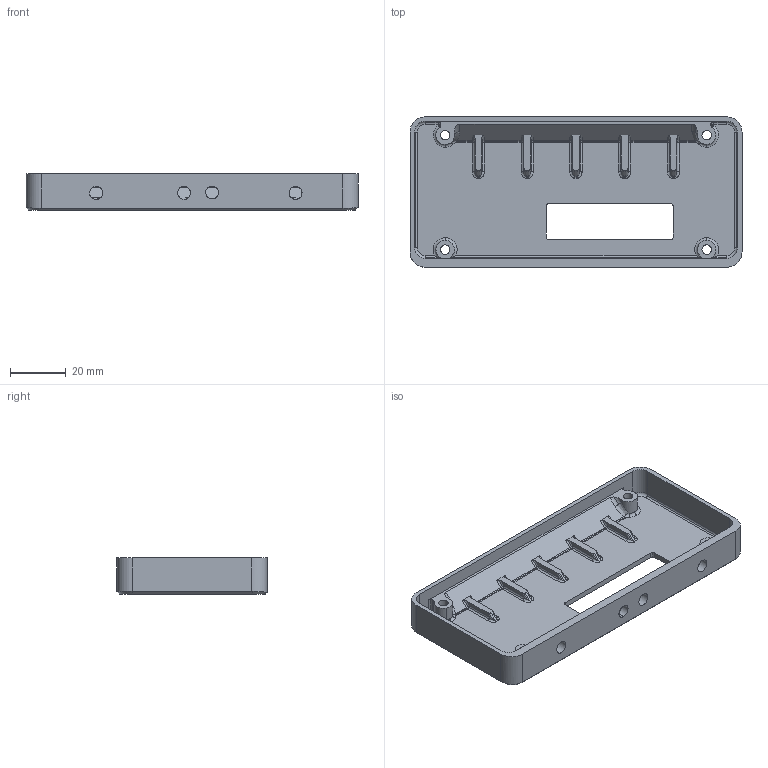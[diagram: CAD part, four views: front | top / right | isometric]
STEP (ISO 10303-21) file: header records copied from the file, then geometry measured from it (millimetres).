
FILE_DESCRIPTION(('HOOPS Exchange Step'),'2;1');
FILE_NAME('temp_export','2020-11-04T15:26:42-06:00',('mobile'),('Shapr3D Limited'),'HOOPS Exchange 2020.2','Shapr3D','Authorized');
FILE_SCHEMA( ('AP203_CONFIGURATION_CONTROLLED_3D_DESIGN_OF_MECHANICAL_PARTS_AND_ASSEMBLIES_MIM_LF') );
Length unit declared in the file: millimetre
Products named in the file (1): Mini 12864 Tophat Back
Bounding box: 119 x 53.9 x 13 mm (x, y, z)
Volume: 22488.7 mm3; surface area: 19992.2 mm2
Topology: 1 solids, 1 shells, 262 faces, 695 edges, 430 vertices
Faces by surface type: cylinder 152, plane 47, sphere 26, bspline 17, torus 12, cone 6, offset 2
Full cylindrical faces by diameter (mm): 3.4 x4
Entity records: 10822 total; most frequent: CARTESIAN_POINT 4531, ORIENTED_EDGE 1374, DIRECTION 1270, EDGE_CURVE 687, AXIS2_PLACEMENT_3D 491, VERTEX_POINT 428, VECTOR 288, LINE 286
